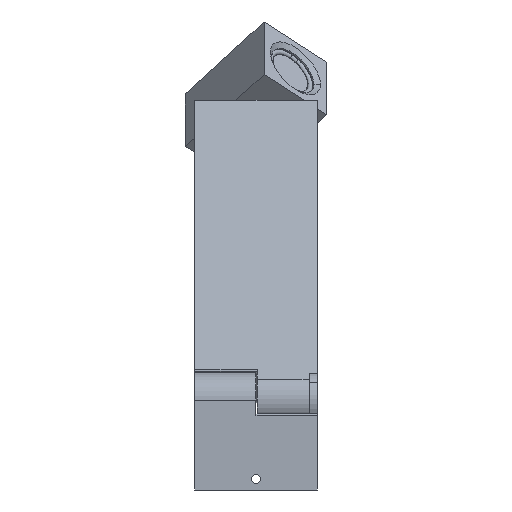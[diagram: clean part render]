
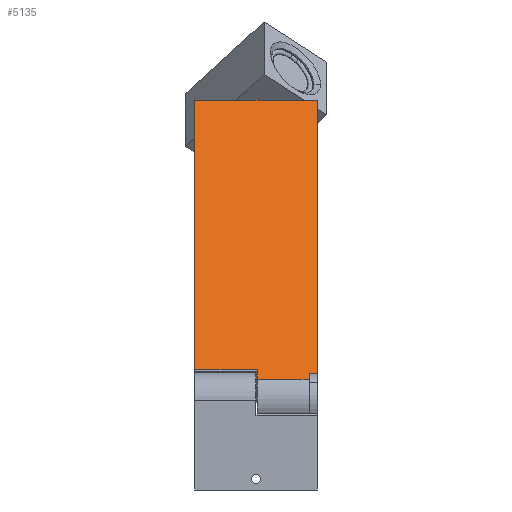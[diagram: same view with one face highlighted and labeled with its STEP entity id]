
A CAD part, left-side view. The second image highlights one B-rep face of the part: STEP entity #5135.
In plain terms, the highlighted face is planar.
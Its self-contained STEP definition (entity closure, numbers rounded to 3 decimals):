
#426 = LINE ( 'NONE', #835, #1753 ) ;
#446 = ORIENTED_EDGE ( 'NONE', *, *, #3212, .F. ) ;
#504 = AXIS2_PLACEMENT_3D ( 'NONE', #5518, #1693, #5537 ) ;
#507 = CARTESIAN_POINT ( 'NONE',  ( -159.5, -19.5, 15. ) ) ;
#559 = FACE_OUTER_BOUND ( 'NONE', #1209, .T. ) ;
#562 = PLANE ( 'NONE',  #504 ) ;
#699 = ORIENTED_EDGE ( 'NONE', *, *, #2696, .F. ) ;
#710 = VERTEX_POINT ( 'NONE', #6139 ) ;
#835 = CARTESIAN_POINT ( 'NONE',  ( -159.5, -22.5, 15. ) ) ;
#1209 = EDGE_LOOP ( 'NONE', ( #4930, #3605, #4067, #2395, #446, #5628, #699, #4812 ) ) ;
#1273 = LINE ( 'NONE', #3346, #6451 ) ;
#1298 = CARTESIAN_POINT ( 'NONE',  ( -156.298, -22.5, 15. ) ) ;
#1303 = DIRECTION ( 'NONE',  ( 1., 0., 0. ) ) ;
#1407 = CARTESIAN_POINT ( 'NONE',  ( -153.955, 22.5, 15. ) ) ;
#1484 = CARTESIAN_POINT ( 'NONE',  ( -159.5, 22.5, 15. ) ) ;
#1590 = VERTEX_POINT ( 'NONE', #4677 ) ;
#1693 = DIRECTION ( 'NONE',  ( 0., 0., -1. ) ) ;
#1753 = VECTOR ( 'NONE', #1303, 1000. ) ;
#1965 = VERTEX_POINT ( 'NONE', #2124 ) ;
#2052 = DIRECTION ( 'NONE',  ( 1., 0., 0. ) ) ;
#2124 = CARTESIAN_POINT ( 'NONE',  ( -159.5, -0.5, 15. ) ) ;
#2241 = DIRECTION ( 'NONE',  ( 0., -1., 0. ) ) ;
#2395 = ORIENTED_EDGE ( 'NONE', *, *, #5165, .F. ) ;
#2419 = CARTESIAN_POINT ( 'NONE',  ( 0., 22.5, 15. ) ) ;
#2597 = EDGE_CURVE ( 'NONE', #3012, #3348, #426, .T. ) ;
#2696 = EDGE_CURVE ( 'NONE', #1965, #710, #6400, .T. ) ;
#2789 = EDGE_CURVE ( 'NONE', #6319, #710, #6052, .T. ) ;
#2799 = EDGE_CURVE ( 'NONE', #1590, #7201, #5526, .T. ) ;
#2811 = DIRECTION ( 'NONE',  ( 0., -1., 0. ) ) ;
#3012 = VERTEX_POINT ( 'NONE', #1298 ) ;
#3212 = EDGE_CURVE ( 'NONE', #6319, #5758, #4927, .T. ) ;
#3346 = CARTESIAN_POINT ( 'NONE',  ( 0., 22.5, 15. ) ) ;
#3348 = VERTEX_POINT ( 'NONE', #4543 ) ;
#3378 = CARTESIAN_POINT ( 'NONE',  ( -159.5, -19.5, 15. ) ) ;
#3503 = DIRECTION ( 'NONE',  ( 0., -1., 0. ) ) ;
#3605 = ORIENTED_EDGE ( 'NONE', *, *, #4203, .T. ) ;
#3853 = DIRECTION ( 'NONE',  ( 0., -1., 0. ) ) ;
#3884 = VECTOR ( 'NONE', #4667, 1000. ) ;
#4067 = ORIENTED_EDGE ( 'NONE', *, *, #2597, .T. ) ;
#4203 = EDGE_CURVE ( 'NONE', #1590, #3012, #5230, .T. ) ;
#4369 = LINE ( 'NONE', #6262, #4893 ) ;
#4492 = DIRECTION ( 'NONE',  ( -1., 0., 0. ) ) ;
#4543 = CARTESIAN_POINT ( 'NONE',  ( 0., -22.5, 15. ) ) ;
#4667 = DIRECTION ( 'NONE',  ( 1., 0., 0. ) ) ;
#4677 = CARTESIAN_POINT ( 'NONE',  ( -156.298, -19.5, 15. ) ) ;
#4692 = CARTESIAN_POINT ( 'NONE',  ( -159.5, -0.5, 15. ) ) ;
#4812 = ORIENTED_EDGE ( 'NONE', *, *, #4825, .T. ) ;
#4825 = EDGE_CURVE ( 'NONE', #1965, #7201, #4369, .T. ) ;
#4833 = VECTOR ( 'NONE', #4492, 1000. ) ;
#4893 = VECTOR ( 'NONE', #3503, 1000. ) ;
#4927 = LINE ( 'NONE', #1484, #7180 ) ;
#4930 = ORIENTED_EDGE ( 'NONE', *, *, #2799, .F. ) ;
#5135 = ADVANCED_FACE ( 'NONE', ( #559 ), #562, .F. ) ;
#5165 = EDGE_CURVE ( 'NONE', #5758, #3348, #1273, .T. ) ;
#5230 = LINE ( 'NONE', #7186, #5498 ) ;
#5498 = VECTOR ( 'NONE', #3853, 1000. ) ;
#5518 = CARTESIAN_POINT ( 'NONE',  ( -159.5, 22.5, 15. ) ) ;
#5526 = LINE ( 'NONE', #3378, #4833 ) ;
#5537 = DIRECTION ( 'NONE',  ( -1., 0., 0. ) ) ;
#5628 = ORIENTED_EDGE ( 'NONE', *, *, #2789, .T. ) ;
#5758 = VERTEX_POINT ( 'NONE', #2419 ) ;
#6052 = LINE ( 'NONE', #7206, #6146 ) ;
#6139 = CARTESIAN_POINT ( 'NONE',  ( -153.955, -0.5, 15. ) ) ;
#6146 = VECTOR ( 'NONE', #2241, 1000. ) ;
#6262 = CARTESIAN_POINT ( 'NONE',  ( -159.5, 22.5, 15. ) ) ;
#6319 = VERTEX_POINT ( 'NONE', #1407 ) ;
#6400 = LINE ( 'NONE', #4692, #3884 ) ;
#6451 = VECTOR ( 'NONE', #2811, 1000. ) ;
#7180 = VECTOR ( 'NONE', #2052, 1000. ) ;
#7186 = CARTESIAN_POINT ( 'NONE',  ( -156.298, -19.5, 15. ) ) ;
#7201 = VERTEX_POINT ( 'NONE', #507 ) ;
#7206 = CARTESIAN_POINT ( 'NONE',  ( -153.955, 22.5, 15. ) ) ;
